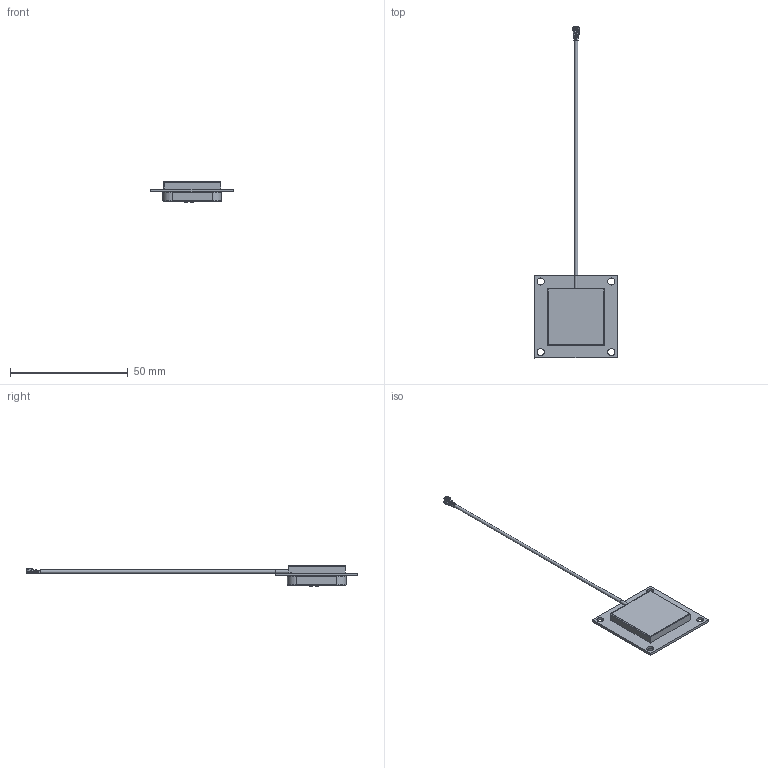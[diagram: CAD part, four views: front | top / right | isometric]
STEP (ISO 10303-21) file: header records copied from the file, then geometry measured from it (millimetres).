
FILE_DESCRIPTION (( 'STEP AP214' ), '1' );
FILE_NAME ('ALPDF254.07.0100C_Web.STEP', '2024-05-09T08:41:08', ( '' ), ( '' ), 'SwSTEP 2.0', 'SolidWorks 2022', '' );
FILE_SCHEMA (( 'AUTOMOTIVE_DESIGN' ));
Length unit declared in the file: millimetre
Products named in the file (1): ALPDF254.07.0100C_Web
Bounding box: 35 x 141.04 x 8.8 mm (x, y, z)
Volume: 4152.5 mm3; surface area: 6505.6 mm2
Topology: 7 solids, 7 shells, 817 faces, 2147 edges, 1394 vertices
Faces by surface type: plane 485, bspline 164, cylinder 138, cone 26, torus 4
Full cylindrical faces by diameter (mm): 1 x2, 1.2 x1, 1.37 x2, 2.4 x1, 3 x4
Entity records: 38227 total; most frequent: CARTESIAN_POINT 10172, ORIENTED_EDGE 4264, DIRECTION 3273, EDGE_CURVE 2132, VECTOR 1469, LINE 1469, VERTEX_POINT 1393, AXIS2_PLACEMENT_3D 902
